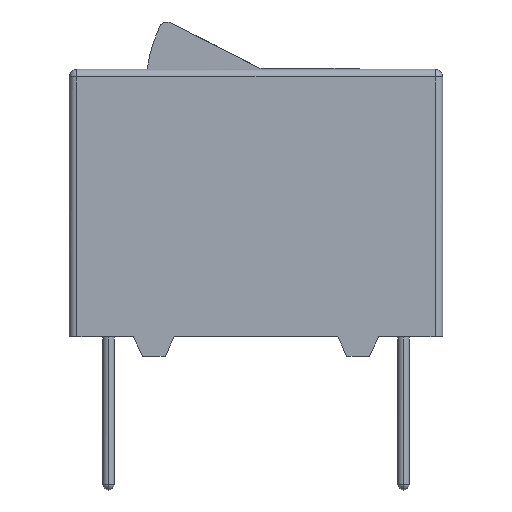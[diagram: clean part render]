
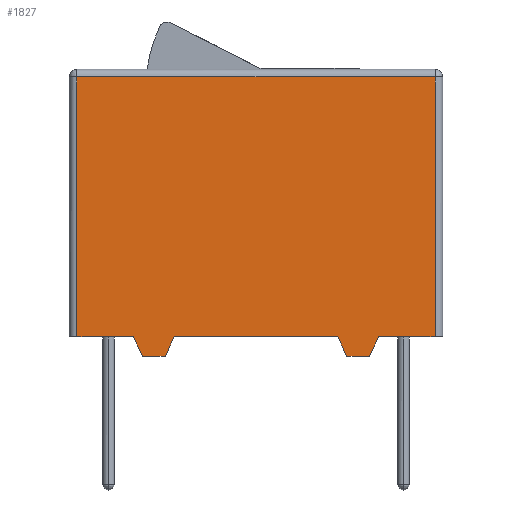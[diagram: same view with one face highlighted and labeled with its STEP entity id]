
A CAD part, left-side view. The second image highlights one B-rep face of the part: STEP entity #1827.
In plain terms, the highlighted free-form (B-spline) face has degree [1, 1] with [2, 2] control points.
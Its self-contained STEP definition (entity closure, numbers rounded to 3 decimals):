
#1513 = VERTEX_POINT('',#1514);
#1514 = CARTESIAN_POINT('',(-4.051,-2.408,
    0.582));
#1519 = EDGE_CURVE('',#1520,#1513,#1522,.T.);
#1520 = VERTEX_POINT('',#1521);
#1521 = CARTESIAN_POINT('',(-4.051,2.408,
    0.582));
#1522 = B_SPLINE_CURVE_WITH_KNOTS('',1,(#1523,#1524),.UNSPECIFIED.,.F.,
  .F.,(2,2),(-6.935,-2.715),.PIECEWISE_BEZIER_KNOTS.);
#1523 = CARTESIAN_POINT('',(-4.051,2.408,
    0.582));
#1524 = CARTESIAN_POINT('',(-4.051,-2.408,
    0.582));
#1600 = VERTEX_POINT('',#1601);
#1601 = CARTESIAN_POINT('',(-4.051,-5.277,
    0.582));
#1607 = EDGE_CURVE('',#1608,#1600,#1610,.T.);
#1608 = VERTEX_POINT('',#1609);
#1609 = CARTESIAN_POINT('',(-4.051,-3.617,
    0.582));
#1610 = B_SPLINE_CURVE_WITH_KNOTS('',1,(#1611,#1612),.UNSPECIFIED.,.F.,
  .F.,(2,2),(-1.655,-0.2),.PIECEWISE_BEZIER_KNOTS.);
#1611 = CARTESIAN_POINT('',(-4.051,-3.617,
    0.582));
#1612 = CARTESIAN_POINT('',(-4.051,-5.277,
    0.582));
#1655 = EDGE_CURVE('',#1656,#1658,#1660,.T.);
#1656 = VERTEX_POINT('',#1657);
#1657 = CARTESIAN_POINT('',(-4.051,5.277,
    0.582));
#1658 = VERTEX_POINT('',#1659);
#1659 = CARTESIAN_POINT('',(-4.051,3.617,
    0.582));
#1660 = B_SPLINE_CURVE_WITH_KNOTS('',1,(#1661,#1662),.UNSPECIFIED.,.F.,
  .F.,(2,2),(-9.45,-7.995),.PIECEWISE_BEZIER_KNOTS.);
#1661 = CARTESIAN_POINT('',(-4.051,5.277,
    0.582));
#1662 = CARTESIAN_POINT('',(-4.051,3.617,
    0.582));
#1827 = ADVANCED_FACE('',(#1828),#1890,.F.);
#1828 = FACE_BOUND('',#1829,.T.);
#1829 = EDGE_LOOP('',(#1830,#1831,#1838,#1845,#1850,#1851,#1858,#1865,
    #1870,#1871,#1878,#1885));
#1830 = ORIENTED_EDGE('',*,*,#1607,.T.);
#1831 = ORIENTED_EDGE('',*,*,#1832,.T.);
#1832 = EDGE_CURVE('',#1600,#1833,#1835,.T.);
#1833 = VERTEX_POINT('',#1834);
#1834 = CARTESIAN_POINT('',(-4.051,-5.277,
    8.238));
#1835 = B_SPLINE_CURVE_WITH_KNOTS('',1,(#1836,#1837),.UNSPECIFIED.,.F.,
  .F.,(2,2),(-6.91,-0.2),.PIECEWISE_BEZIER_KNOTS.);
#1836 = CARTESIAN_POINT('',(-4.051,-5.277,
    0.582));
#1837 = CARTESIAN_POINT('',(-4.051,-5.277,
    8.238));
#1838 = ORIENTED_EDGE('',*,*,#1839,.T.);
#1839 = EDGE_CURVE('',#1833,#1840,#1842,.T.);
#1840 = VERTEX_POINT('',#1841);
#1841 = CARTESIAN_POINT('',(-4.051,5.277,
    8.238));
#1842 = B_SPLINE_CURVE_WITH_KNOTS('',1,(#1843,#1844),.UNSPECIFIED.,.F.,
  .F.,(2,2),(0.2,9.45),.PIECEWISE_BEZIER_KNOTS.);
#1843 = CARTESIAN_POINT('',(-4.051,-5.277,
    8.238));
#1844 = CARTESIAN_POINT('',(-4.051,5.277,
    8.238));
#1845 = ORIENTED_EDGE('',*,*,#1846,.T.);
#1846 = EDGE_CURVE('',#1840,#1656,#1847,.T.);
#1847 = B_SPLINE_CURVE_WITH_KNOTS('',1,(#1848,#1849),.UNSPECIFIED.,.F.,
  .F.,(2,2),(0.2,6.91),.PIECEWISE_BEZIER_KNOTS.);
#1848 = CARTESIAN_POINT('',(-4.051,5.277,
    8.238));
#1849 = CARTESIAN_POINT('',(-4.051,5.277,
    0.582));
#1850 = ORIENTED_EDGE('',*,*,#1655,.T.);
#1851 = ORIENTED_EDGE('',*,*,#1852,.T.);
#1852 = EDGE_CURVE('',#1658,#1853,#1855,.T.);
#1853 = VERTEX_POINT('',#1854);
#1854 = CARTESIAN_POINT('',(-4.051,3.346,0.));
#1855 = B_SPLINE_CURVE_WITH_KNOTS('',1,(#1856,#1857),.UNSPECIFIED.,.F.,
  .F.,(2,2),(-0.563,0.),.PIECEWISE_BEZIER_KNOTS.);
#1856 = CARTESIAN_POINT('',(-4.051,3.617,
    0.582));
#1857 = CARTESIAN_POINT('',(-4.051,3.346,0.));
#1858 = ORIENTED_EDGE('',*,*,#1859,.F.);
#1859 = EDGE_CURVE('',#1860,#1853,#1862,.T.);
#1860 = VERTEX_POINT('',#1861);
#1861 = CARTESIAN_POINT('',(-4.051,2.679,0.));
#1862 = B_SPLINE_CURVE_WITH_KNOTS('',1,(#1863,#1864),.UNSPECIFIED.,.F.,
  .F.,(2,2),(0.238,0.822),.PIECEWISE_BEZIER_KNOTS.);
#1863 = CARTESIAN_POINT('',(-4.051,2.679,0.));
#1864 = CARTESIAN_POINT('',(-4.051,3.346,0.));
#1865 = ORIENTED_EDGE('',*,*,#1866,.T.);
#1866 = EDGE_CURVE('',#1860,#1520,#1867,.T.);
#1867 = B_SPLINE_CURVE_WITH_KNOTS('',1,(#1868,#1869),.UNSPECIFIED.,.F.,
  .F.,(2,2),(0.,0.563),.PIECEWISE_BEZIER_KNOTS.);
#1868 = CARTESIAN_POINT('',(-4.051,2.679,0.));
#1869 = CARTESIAN_POINT('',(-4.051,2.408,
    0.582));
#1870 = ORIENTED_EDGE('',*,*,#1519,.T.);
#1871 = ORIENTED_EDGE('',*,*,#1872,.T.);
#1872 = EDGE_CURVE('',#1513,#1873,#1875,.T.);
#1873 = VERTEX_POINT('',#1874);
#1874 = CARTESIAN_POINT('',(-4.051,-2.679,0.));
#1875 = B_SPLINE_CURVE_WITH_KNOTS('',1,(#1876,#1877),.UNSPECIFIED.,.F.,
  .F.,(2,2),(-0.563,0.),.PIECEWISE_BEZIER_KNOTS.);
#1876 = CARTESIAN_POINT('',(-4.051,-2.408,
    0.582));
#1877 = CARTESIAN_POINT('',(-4.051,-2.679,0.));
#1878 = ORIENTED_EDGE('',*,*,#1879,.F.);
#1879 = EDGE_CURVE('',#1880,#1873,#1882,.T.);
#1880 = VERTEX_POINT('',#1881);
#1881 = CARTESIAN_POINT('',(-4.051,-3.346,0.));
#1882 = B_SPLINE_CURVE_WITH_KNOTS('',1,(#1883,#1884),.UNSPECIFIED.,.F.,
  .F.,(2,2),(-0.822,-0.238),.PIECEWISE_BEZIER_KNOTS.);
#1883 = CARTESIAN_POINT('',(-4.051,-3.346,0.));
#1884 = CARTESIAN_POINT('',(-4.051,-2.679,0.));
#1885 = ORIENTED_EDGE('',*,*,#1886,.T.);
#1886 = EDGE_CURVE('',#1880,#1608,#1887,.T.);
#1887 = B_SPLINE_CURVE_WITH_KNOTS('',1,(#1888,#1889),.UNSPECIFIED.,.F.,
  .F.,(2,2),(0.,0.563),.PIECEWISE_BEZIER_KNOTS.);
#1888 = CARTESIAN_POINT('',(-4.051,-3.346,0.));
#1889 = CARTESIAN_POINT('',(-4.051,-3.617,
    0.582));
#1890 = B_SPLINE_SURFACE_WITH_KNOTS('',1,1,(
    (#1891,#1892)
    ,(#1893,#1894
    )),.UNSPECIFIED.,.F.,.F.,.F.,(2,2),(2,2),(0.2,7.42),(0.2,9.45),
  .PIECEWISE_BEZIER_KNOTS.);
#1891 = CARTESIAN_POINT('',(-4.051,-5.277,
    8.238));
#1892 = CARTESIAN_POINT('',(-4.051,5.277,
    8.238));
#1893 = CARTESIAN_POINT('',(-4.051,-5.277,0.));
#1894 = CARTESIAN_POINT('',(-4.051,5.277,0.));
